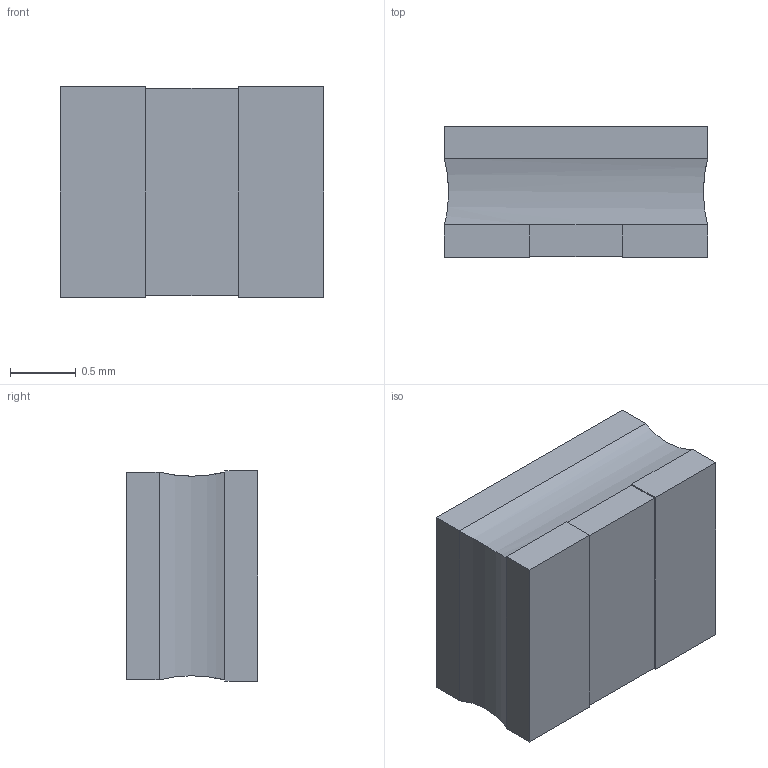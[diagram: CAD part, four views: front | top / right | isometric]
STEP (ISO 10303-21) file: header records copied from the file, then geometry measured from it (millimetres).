
FILE_DESCRIPTION (( 'STEP AP214' ), '1' );
FILE_NAME ('VLS201610CX(3Dmodel).STEP', '2018-07-04T08:09:11', ( '' ), ( '' ), 'SwSTEP 2.0', 'SolidWorks 2018', '' );
FILE_SCHEMA (( 'AUTOMOTIVE_DESIGN' ));
Length unit declared in the file: millimetre
Products named in the file (1): VLS201610CX(3Dmodel)
Bounding box: 2 x 1 x 1.6 mm (x, y, z)
Volume: 3.1 mm3; surface area: 13.5 mm2
Topology: 1 solids, 1 shells, 26 faces, 60 edges, 36 vertices
Faces by surface type: plane 22, cylinder 4
Entity records: 874 total; most frequent: CARTESIAN_POINT 135, ORIENTED_EDGE 120, DIRECTION 110, EDGE_CURVE 60, VECTOR 56, LINE 56, VERTEX_POINT 36, AXIS2_PLACEMENT_3D 27
